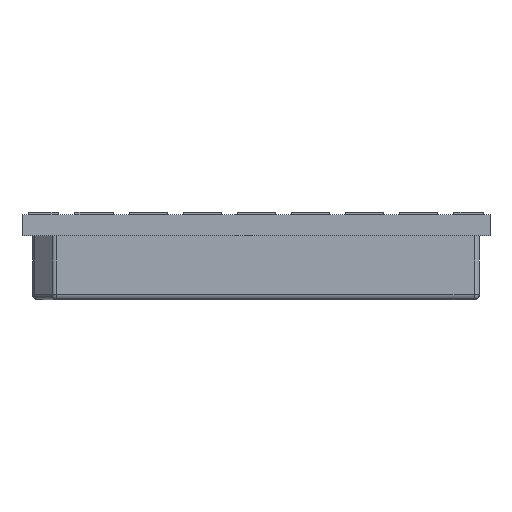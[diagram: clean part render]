
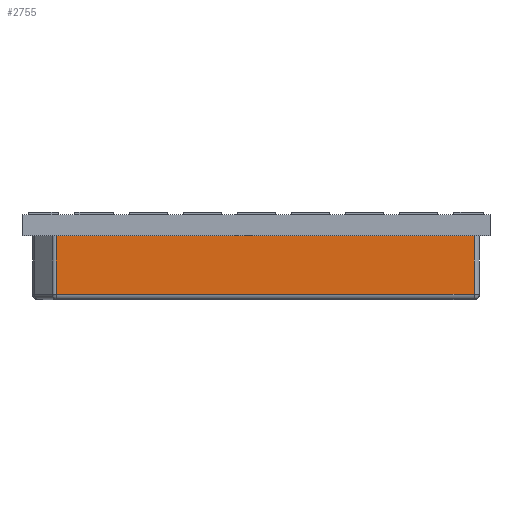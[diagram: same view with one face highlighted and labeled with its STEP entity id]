
A CAD part, left-side view. The second image highlights one B-rep face of the part: STEP entity #2755.
In plain terms, the highlighted planar face has unit normal (-1, 0, 0).
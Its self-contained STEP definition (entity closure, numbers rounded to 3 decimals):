
#68=ORIENTED_EDGE('',*,*,#848,.T.);
#69=ORIENTED_EDGE('',*,*,#849,.T.);
#70=ORIENTED_EDGE('',*,*,#850,.T.);
#71=ORIENTED_EDGE('',*,*,#851,.T.);
#848=EDGE_CURVE('',#1238,#1239,#1492,.F.);
#849=EDGE_CURVE('',#1239,#1240,#1493,.F.);
#850=EDGE_CURVE('',#1240,#1241,#1494,.T.);
#851=EDGE_CURVE('',#1241,#1238,#1495,.T.);
#1238=VERTEX_POINT('',#3887);
#1239=VERTEX_POINT('',#3888);
#1240=VERTEX_POINT('',#3890);
#1241=VERTEX_POINT('',#3892);
#1492=LINE('',#3886,#1858);
#1493=LINE('',#3889,#1859);
#1494=LINE('',#3891,#1860);
#1495=LINE('',#3893,#1861);
#1858=VECTOR('',#3135,1000.);
#1859=VECTOR('',#3136,1000.);
#1860=VECTOR('',#3137,1000.);
#1861=VECTOR('',#3138,1000.);
#2219=EDGE_LOOP('',(#68,#69,#70,#71));
#2413=FACE_BOUND('',#2219,.T.);
#2607=PLANE('',#2934);
#2755=ADVANCED_FACE('',(#2413),#2607,.F.);
#2934=AXIS2_PLACEMENT_3D('',#3885,#3133,#3134);
#3133=DIRECTION('',(1.,0.,0.));
#3134=DIRECTION('',(0.,1.,0.));
#3135=DIRECTION('',(0.,0.,1.));
#3136=DIRECTION('',(0.,1.,0.));
#3137=DIRECTION('',(0.,0.,1.));
#3138=DIRECTION('',(0.,1.,0.));
#3885=CARTESIAN_POINT('',(-10.5,-10.5,-3.));
#3886=CARTESIAN_POINT('',(-10.5,9.396,-3.));
#3887=CARTESIAN_POINT('',(-10.5,9.396,0.));
#3888=CARTESIAN_POINT('',(-10.5,9.396,-2.75));
#3889=CARTESIAN_POINT('',(-10.5,-10.25,-2.75));
#3890=CARTESIAN_POINT('',(-10.5,-10.25,-2.75));
#3891=CARTESIAN_POINT('',(-10.5,-10.25,-3.));
#3892=CARTESIAN_POINT('',(-10.5,-10.25,0.));
#3893=CARTESIAN_POINT('',(-10.5,-10.5,0.));
